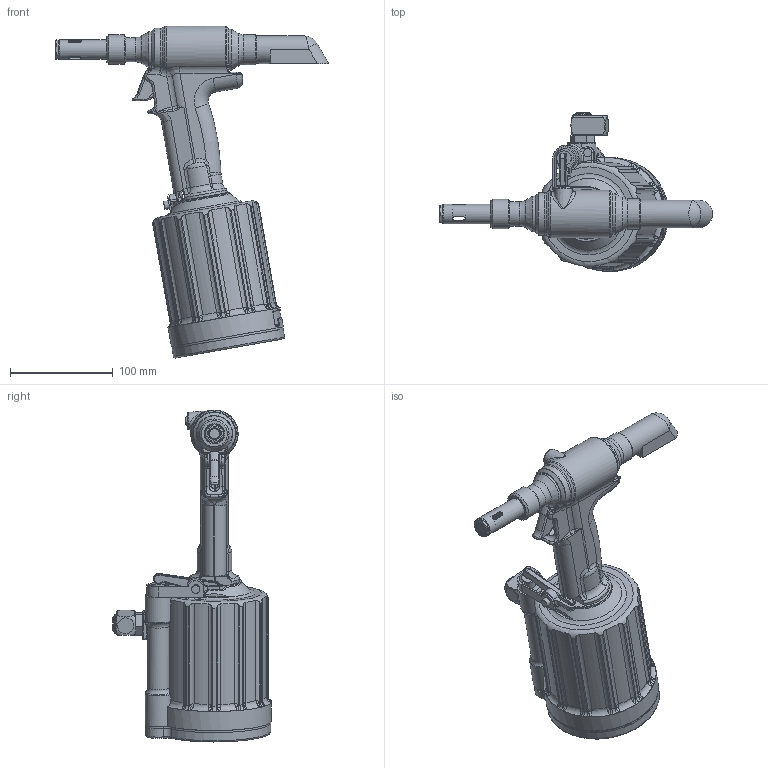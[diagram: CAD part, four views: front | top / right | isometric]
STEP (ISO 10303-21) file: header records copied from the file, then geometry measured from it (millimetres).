
FILE_DESCRIPTION(/* description */ (''),/* implementation_level */ '2;1');
FILE_NAME(/* name */ '2025_99-3204_CLR.stp',/* time_stamp */ '2024-04-03T06:51:46-04:00',/* author */ (''),/* organization */ (''),/* preprocessor_version */ 'ST-DEVELOPER v18.102',/* originating_system */ 'SIEMENS PLM Software NX2206.5001',/* authorisation */ '');
FILE_SCHEMA (('AP203_CONFIGURATION_CONTROLLED_3D_DESIGN_OF_MECHANICAL_PARTS_AND_ASSEMBLIES_MIM_LF { 1 0 10303 403 2 1 2}'));
Length unit declared in the file: inch
Products named in the file (2): 99-3204_CLR_stp; 2025_99-3204_CLR
Assembly tree (1 placements, depth 2):
  2025_99-3204_CLR
    99-3204_CLR_stp
Bounding box: 265.64 x 154.13 x 322.63 mm (x, y, z)
Volume: 763277 mm3; surface area: 198370.9 mm2
Topology: 3 solids, 4 shells, 963 faces, 2378 edges, 1414 vertices
Faces by surface type: cylinder 334, plane 206, torus 189, bspline 171, cone 32, sphere 29, revolution 2
Full cylindrical faces by diameter (mm): 1.27 x3, 3.658 x1, 4.826 x3, 7.938 x1, 9.08 x1, 9.906 x1, 13.411 x1, 14.199 x2, 14.275 x1, 18.86 x1, 18.986 x1, 18.999 x1, 19.069 x1, 19.494 x1, 19.875 x1, 22.162 x1, 22.669 x1, 23.635 x1, 25.782 x1, 26.924 x1, 27.089 x1, 28.575 x1, 29.362 x1, 34.798 x1, 39.675 x1, 50.8 x1, 52.387 x1, 61.9 x1, 95.275 x1, 98.45 x2
Entity records: 33336 total; most frequent: CARTESIAN_POINT 12837, ORIENTED_EDGE 4430, DIRECTION 3907, EDGE_CURVE 2215, AXIS2_PLACEMENT_3D 1658, VERTEX_POINT 1371, EDGE_LOOP 1096, ADVANCED_FACE 963
